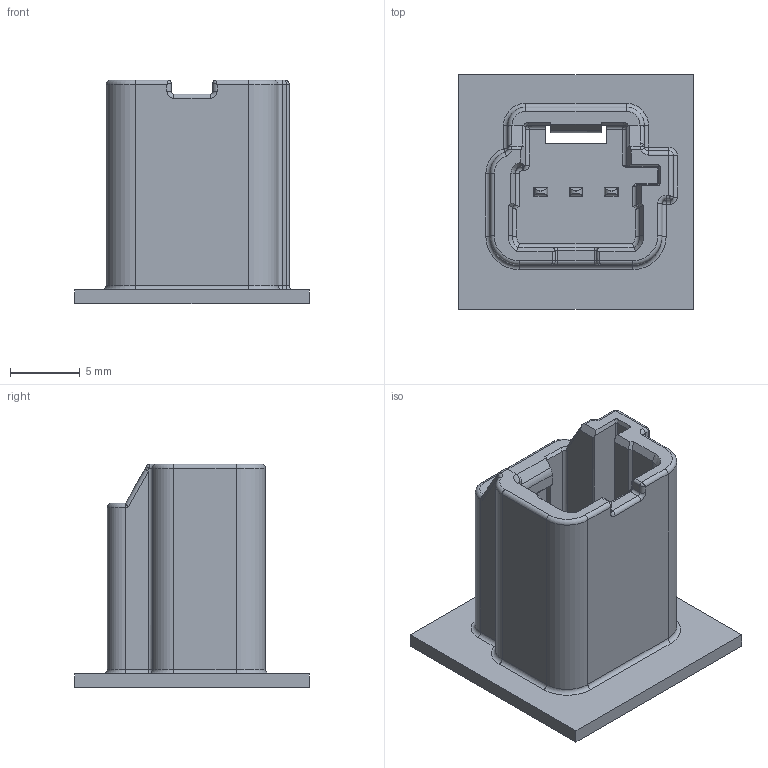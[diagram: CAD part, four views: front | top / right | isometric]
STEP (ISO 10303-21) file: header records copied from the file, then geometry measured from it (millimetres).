
FILE_DESCRIPTION(('CATIA V5 STEP Exchange','CAx-IF Rec.Pracs.--- Model Styling and Organization---1.4--- 2014-01-23'),'2;1');
FILE_NAME('3W MASSY-C.stp','2023-04-27T18:58:31+00:00',('none'),('none'),'CATIA Version 5-6 Release 2017 SP5 HF58','CATIA V5 STEP AP214','none');
FILE_SCHEMA(('AUTOMOTIVE_DESIGN { 1 0 10303 214 1 1 1 1 }'));
Length unit declared in the file: millimetre
Products named in the file (3): 3W MASSY-C; 3wMHSG-C; Interface Terminals
Assembly tree (2 placements, depth 2):
  3W MASSY-C
    3wMHSG-C
    Interface Terminals
Bounding box: 16.85 x 16.85 x 16.05 mm (x, y, z)
Volume: 1074.8 mm3; surface area: 1880.8 mm2
Topology: 4 solids, 4 shells, 225 faces, 553 edges, 330 vertices
Faces by surface type: cylinder 88, plane 86, torus 25, sphere 10, bspline 9, cone 7
Entity records: 7970 total; most frequent: CARTESIAN_POINT 2920, ORIENTED_EDGE 1074, DIRECTION 886, EDGE_CURVE 537, AXIS2_PLACEMENT_3D 360, VERTEX_POINT 320, VECTOR 309, LINE 309
